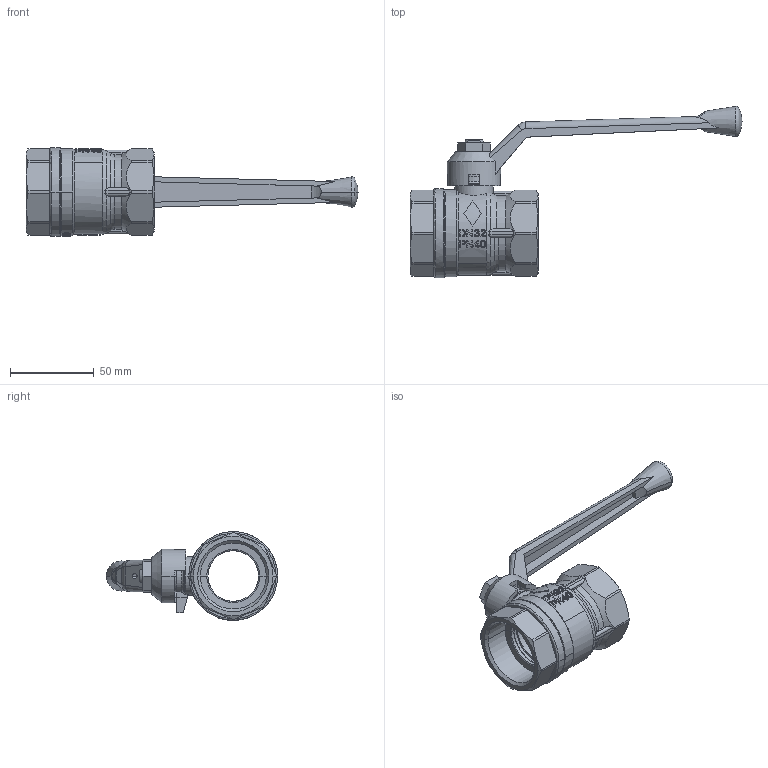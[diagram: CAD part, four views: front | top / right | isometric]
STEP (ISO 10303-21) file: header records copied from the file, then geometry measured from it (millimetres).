
FILE_DESCRIPTION(('Creo Elements/Direct Modeling STEP Export'),'2;1');
FILE_NAME('1500070000.stp','2021-04-30T13:53:29',(''),(''),'Creo Elements/Direct Modeling STEP processor for AP214 (Solid Model)','Creo Elements/Direct Modeling 20.1D 10-Oct-2020 (C) Parametric Technology GmbH','');
FILE_SCHEMA(('AUTOMOTIVE_DESIGN { 1 0 10303 214 1 1 1 1 }'));
Length unit declared in the file: millimetre
Products named in the file (2): 1500070000
Assembly tree (1 placements, depth 2):
  1500070000
    1500070000
Bounding box: 198.25 x 102.25 x 53 mm (x, y, z)
Volume: 105918.4 mm3; surface area: 37946.5 mm2
Topology: 1 solids, 1 shells, 898 faces, 2511 edges, 1649 vertices
Faces by surface type: plane 692, cylinder 108, cone 61, torus 28, bspline 9
Entity records: 33687 total; most frequent: CARTESIAN_POINT 9010, DIRECTION 5106, ORIENTED_EDGE 5014, EDGE_CURVE 2507, AXIS2_PLACEMENT_3D 2050, VERTEX_POINT 1649, VECTOR 1006, LINE 1006
